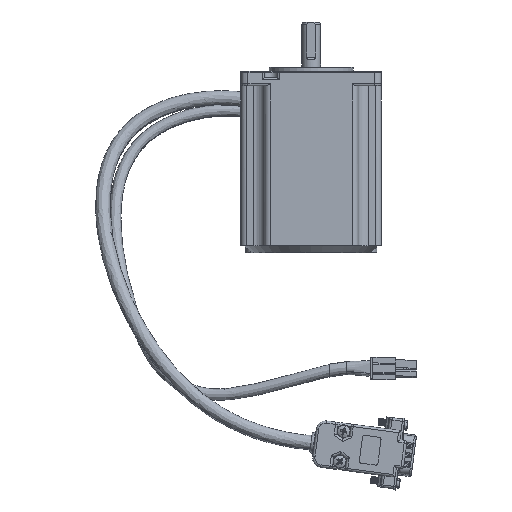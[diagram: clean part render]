
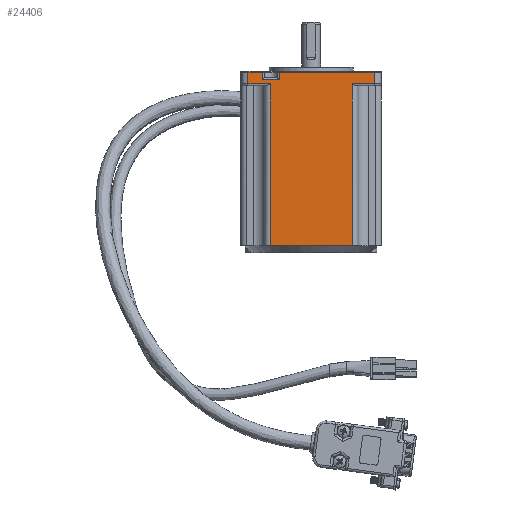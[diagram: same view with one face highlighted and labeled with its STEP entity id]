
A CAD part, front view. The second image highlights one B-rep face of the part: STEP entity #24406.
In plain terms, the highlighted planar face has unit normal (0, -1, 0).
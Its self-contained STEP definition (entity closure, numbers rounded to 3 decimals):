
#346 = VECTOR ( 'NONE', #38782, 1000. ) ;
#1684 = EDGE_CURVE ( 'NONE', #3568, #40481, #73305, .T. ) ;
#1953 = CARTESIAN_POINT ( 'NONE',  ( -17.5, -30., -5.45 ) ) ;
#3568 = VERTEX_POINT ( 'NONE', #6754 ) ;
#5162 = CARTESIAN_POINT ( 'NONE',  ( 27., -30., -0.45 ) ) ;
#5331 = VERTEX_POINT ( 'NONE', #55565 ) ;
#6754 = CARTESIAN_POINT ( 'NONE',  ( -13.6, -30., -0.45 ) ) ;
#7018 = EDGE_CURVE ( 'NONE', #12510, #79479, #80631, .T. ) ;
#7281 = VECTOR ( 'NONE', #23992, 1000. ) ;
#10291 = VECTOR ( 'NONE', #13908, 1000. ) ;
#11650 = CARTESIAN_POINT ( 'NONE',  ( -13.6, -30., 0.3 ) ) ;
#12510 = VERTEX_POINT ( 'NONE', #102154 ) ;
#12831 = PLANE ( 'NONE',  #70314 ) ;
#13908 = DIRECTION ( 'NONE',  ( 0., 0., -1. ) ) ;
#15119 = EDGE_LOOP ( 'NONE', ( #106984, #48252, #74926, #90402, #18915, #22417, #79604, #46132, #101563, #104440, #101958, #36797 ) ) ;
#16136 = DIRECTION ( 'NONE',  ( 0., 0., -1. ) ) ;
#17144 = EDGE_CURVE ( 'NONE', #34982, #91900, #120922, .T. ) ;
#18695 = VERTEX_POINT ( 'NONE', #1953 ) ;
#18915 = ORIENTED_EDGE ( 'NONE', *, *, #1684, .F. ) ;
#20853 = LINE ( 'NONE', #118439, #40334 ) ;
#21707 = DIRECTION ( 'NONE',  ( 0., 0., 1. ) ) ;
#22417 = ORIENTED_EDGE ( 'NONE', *, *, #67864, .F. ) ;
#22619 = CARTESIAN_POINT ( 'NONE',  ( -17.5, -30., -6.2 ) ) ;
#23992 = DIRECTION ( 'NONE',  ( 0., 0., 1. ) ) ;
#24406 = ADVANCED_FACE ( 'NONE', ( #104734 ), #12831, .T. ) ;
#24648 = CARTESIAN_POINT ( 'NONE',  ( 17.5, -30., -6.2 ) ) ;
#26185 = CARTESIAN_POINT ( 'NONE',  ( -20.9, -30., -3.65 ) ) ;
#26747 = EDGE_CURVE ( 'NONE', #90068, #12510, #133068, .T. ) ;
#29996 = LINE ( 'NONE', #79879, #111312 ) ;
#33307 = LINE ( 'NONE', #104785, #57688 ) ;
#34982 = VERTEX_POINT ( 'NONE', #56991 ) ;
#35103 = VERTEX_POINT ( 'NONE', #59719 ) ;
#35874 = EDGE_CURVE ( 'NONE', #18695, #91900, #88359, .T. ) ;
#36736 = EDGE_CURVE ( 'NONE', #103502, #90068, #104739, .T. ) ;
#36797 = ORIENTED_EDGE ( 'NONE', *, *, #35874, .T. ) ;
#37467 = EDGE_CURVE ( 'NONE', #40481, #35103, #128862, .T. ) ;
#38612 = VECTOR ( 'NONE', #21707, 1000. ) ;
#38782 = DIRECTION ( 'NONE',  ( 0., 0., -1. ) ) ;
#39262 = CARTESIAN_POINT ( 'NONE',  ( -27., -30., -5.45 ) ) ;
#40334 = VECTOR ( 'NONE', #16136, 1000. ) ;
#40481 = VERTEX_POINT ( 'NONE', #64423 ) ;
#46132 = ORIENTED_EDGE ( 'NONE', *, *, #7018, .F. ) ;
#47143 = CARTESIAN_POINT ( 'NONE',  ( 27., -30., -5.45 ) ) ;
#48252 = ORIENTED_EDGE ( 'NONE', *, *, #77573, .F. ) ;
#53419 = EDGE_CURVE ( 'NONE', #18695, #103502, #93090, .T. ) ;
#54740 = DIRECTION ( 'NONE',  ( 0., -1., 0. ) ) ;
#55565 = CARTESIAN_POINT ( 'NONE',  ( -13.6, -30., -3.65 ) ) ;
#56991 = CARTESIAN_POINT ( 'NONE',  ( 17.5, -30., -74.6 ) ) ;
#57078 = VECTOR ( 'NONE', #58569, 1000. ) ;
#57554 = VECTOR ( 'NONE', #67120, 1000. ) ;
#57688 = VECTOR ( 'NONE', #125807, 1000. ) ;
#58569 = DIRECTION ( 'NONE',  ( 1., 0., 0. ) ) ;
#59150 = VECTOR ( 'NONE', #109779, 1000. ) ;
#59719 = CARTESIAN_POINT ( 'NONE',  ( 27., -30., -5.45 ) ) ;
#64423 = CARTESIAN_POINT ( 'NONE',  ( 27., -30., -0.45 ) ) ;
#64881 = CARTESIAN_POINT ( 'NONE',  ( -27., -30., -0.45 ) ) ;
#66202 = LINE ( 'NONE', #11650, #38612 ) ;
#67120 = DIRECTION ( 'NONE',  ( -1., 0., 0. ) ) ;
#67864 = EDGE_CURVE ( 'NONE', #5331, #3568, #66202, .T. ) ;
#68802 = DIRECTION ( 'NONE',  ( 1., 0., 0. ) ) ;
#70314 = AXIS2_PLACEMENT_3D ( 'NONE', #24648, #54740, #127408 ) ;
#70939 = VECTOR ( 'NONE', #92075, 1000. ) ;
#73305 = LINE ( 'NONE', #111157, #57078 ) ;
#74766 = CARTESIAN_POINT ( 'NONE',  ( 17.5, -30., -5.45 ) ) ;
#74926 = ORIENTED_EDGE ( 'NONE', *, *, #91197, .F. ) ;
#76634 = CARTESIAN_POINT ( 'NONE',  ( 17.5, -30., -74.6 ) ) ;
#77573 = EDGE_CURVE ( 'NONE', #115428, #34982, #20853, .T. ) ;
#79479 = VERTEX_POINT ( 'NONE', #26185 ) ;
#79604 = ORIENTED_EDGE ( 'NONE', *, *, #129788, .F. ) ;
#79879 = CARTESIAN_POINT ( 'NONE',  ( 27., -30., -3.65 ) ) ;
#80631 = LINE ( 'NONE', #101162, #70939 ) ;
#88359 = LINE ( 'NONE', #22619, #10291 ) ;
#90068 = VERTEX_POINT ( 'NONE', #64881 ) ;
#90402 = ORIENTED_EDGE ( 'NONE', *, *, #37467, .F. ) ;
#91197 = EDGE_CURVE ( 'NONE', #35103, #115428, #33307, .T. ) ;
#91900 = VERTEX_POINT ( 'NONE', #94154 ) ;
#92075 = DIRECTION ( 'NONE',  ( 0., 0., -1. ) ) ;
#93090 = LINE ( 'NONE', #47143, #59150 ) ;
#94154 = CARTESIAN_POINT ( 'NONE',  ( -17.5, -30., -74.6 ) ) ;
#95662 = CARTESIAN_POINT ( 'NONE',  ( -27., -30., 0.3 ) ) ;
#100858 = CARTESIAN_POINT ( 'NONE',  ( 27., -30., 0.3 ) ) ;
#101162 = CARTESIAN_POINT ( 'NONE',  ( -20.9, -30., 0.3 ) ) ;
#101563 = ORIENTED_EDGE ( 'NONE', *, *, #26747, .F. ) ;
#101958 = ORIENTED_EDGE ( 'NONE', *, *, #53419, .F. ) ;
#101997 = VECTOR ( 'NONE', #68802, 1000. ) ;
#102154 = CARTESIAN_POINT ( 'NONE',  ( -20.9, -30., -0.45 ) ) ;
#103502 = VERTEX_POINT ( 'NONE', #39262 ) ;
#104440 = ORIENTED_EDGE ( 'NONE', *, *, #36736, .F. ) ;
#104734 = FACE_OUTER_BOUND ( 'NONE', #15119, .T. ) ;
#104739 = LINE ( 'NONE', #95662, #7281 ) ;
#104785 = CARTESIAN_POINT ( 'NONE',  ( 27., -30., -5.45 ) ) ;
#106984 = ORIENTED_EDGE ( 'NONE', *, *, #17144, .F. ) ;
#109779 = DIRECTION ( 'NONE',  ( -1., 0., 0. ) ) ;
#111157 = CARTESIAN_POINT ( 'NONE',  ( 27., -30., -0.45 ) ) ;
#111312 = VECTOR ( 'NONE', #123174, 1000. ) ;
#115428 = VERTEX_POINT ( 'NONE', #74766 ) ;
#118439 = CARTESIAN_POINT ( 'NONE',  ( 17.5, -30., -6.2 ) ) ;
#120922 = LINE ( 'NONE', #76634, #57554 ) ;
#123174 = DIRECTION ( 'NONE',  ( 1., 0., 0. ) ) ;
#125807 = DIRECTION ( 'NONE',  ( -1., 0., 0. ) ) ;
#127408 = DIRECTION ( 'NONE',  ( 1., 0., 0. ) ) ;
#128862 = LINE ( 'NONE', #100858, #346 ) ;
#129788 = EDGE_CURVE ( 'NONE', #79479, #5331, #29996, .T. ) ;
#133068 = LINE ( 'NONE', #5162, #101997 ) ;
